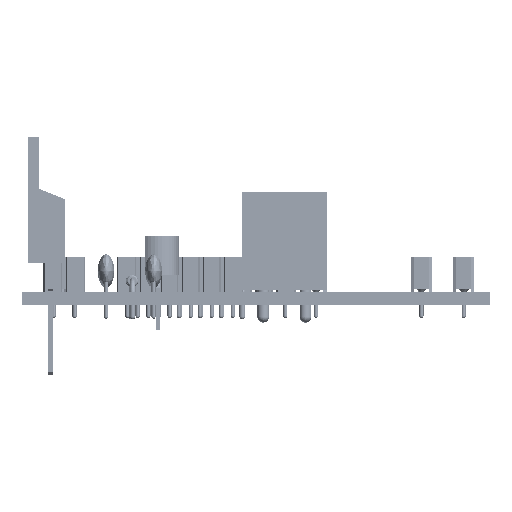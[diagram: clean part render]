
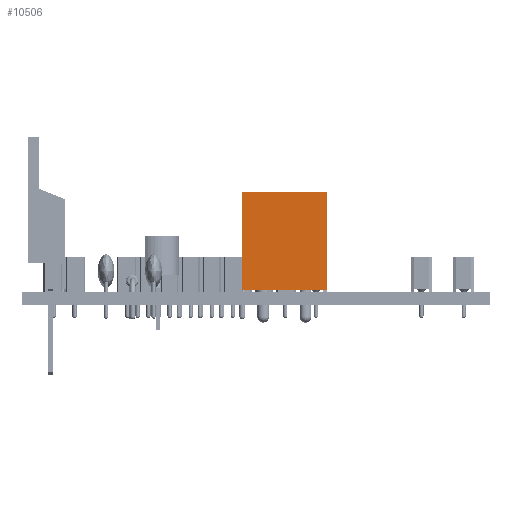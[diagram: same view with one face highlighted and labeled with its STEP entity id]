
A CAD part, left-side view. The second image highlights one B-rep face of the part: STEP entity #10506.
In plain terms, the highlighted face is planar.
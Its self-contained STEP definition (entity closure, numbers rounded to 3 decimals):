
#10506 = ADVANCED_FACE('',(#10507),#10541,.F.);
#10507 = FACE_BOUND('',#10508,.F.);
#10508 = EDGE_LOOP('',(#10509,#10519,#10527,#10535));
#10509 = ORIENTED_EDGE('',*,*,#10510,.T.);
#10510 = EDGE_CURVE('',#10511,#10513,#10515,.T.);
#10511 = VERTEX_POINT('',#10512);
#10512 = CARTESIAN_POINT('',(7.62,5.08,0.2));
#10513 = VERTEX_POINT('',#10514);
#10514 = CARTESIAN_POINT('',(7.62,5.08,12.));
#10515 = LINE('',#10516,#10517);
#10516 = CARTESIAN_POINT('',(7.62,5.08,0.2));
#10517 = VECTOR('',#10518,1.);
#10518 = DIRECTION('',(0.,0.,1.));
#10519 = ORIENTED_EDGE('',*,*,#10520,.T.);
#10520 = EDGE_CURVE('',#10513,#10521,#10523,.T.);
#10521 = VERTEX_POINT('',#10522);
#10522 = CARTESIAN_POINT('',(-2.54,5.08,12.));
#10523 = LINE('',#10524,#10525);
#10524 = CARTESIAN_POINT('',(7.62,5.08,12.));
#10525 = VECTOR('',#10526,1.);
#10526 = DIRECTION('',(-1.,0.,0.));
#10527 = ORIENTED_EDGE('',*,*,#10528,.F.);
#10528 = EDGE_CURVE('',#10529,#10521,#10531,.T.);
#10529 = VERTEX_POINT('',#10530);
#10530 = CARTESIAN_POINT('',(-2.54,5.08,0.2));
#10531 = LINE('',#10532,#10533);
#10532 = CARTESIAN_POINT('',(-2.54,5.08,0.2));
#10533 = VECTOR('',#10534,1.);
#10534 = DIRECTION('',(0.,0.,1.));
#10535 = ORIENTED_EDGE('',*,*,#10536,.F.);
#10536 = EDGE_CURVE('',#10511,#10529,#10537,.T.);
#10537 = LINE('',#10538,#10539);
#10538 = CARTESIAN_POINT('',(7.62,5.08,0.2));
#10539 = VECTOR('',#10540,1.);
#10540 = DIRECTION('',(-1.,0.,0.));
#10541 = PLANE('',#10542);
#10542 = AXIS2_PLACEMENT_3D('',#10543,#10544,#10545);
#10543 = CARTESIAN_POINT('',(7.62,5.08,0.2));
#10544 = DIRECTION('',(0.,-1.,0.));
#10545 = DIRECTION('',(-1.,0.,0.));
